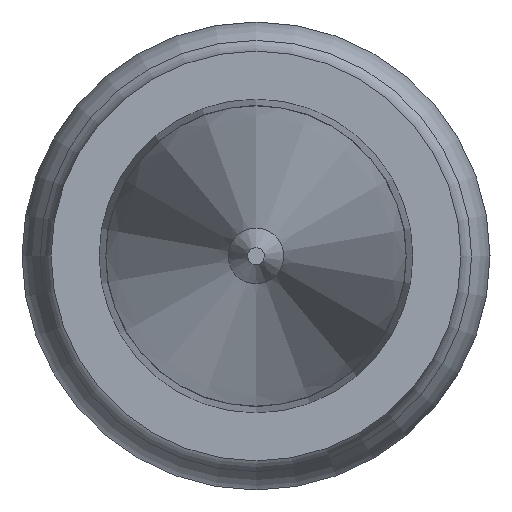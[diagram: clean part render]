
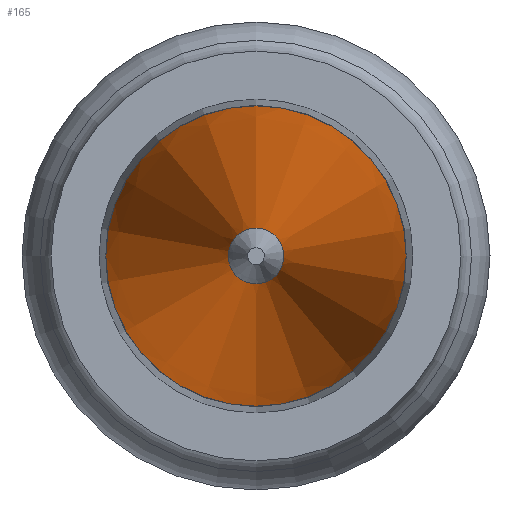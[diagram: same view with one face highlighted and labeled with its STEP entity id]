
A CAD part, left-side view. The second image highlights one B-rep face of the part: STEP entity #165.
In plain terms, the highlighted conical face has half-angle 4.982 degrees and reference radius 0.051 mm.
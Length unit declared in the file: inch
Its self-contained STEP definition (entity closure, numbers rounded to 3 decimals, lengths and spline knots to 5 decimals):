
#5 = DIRECTION ( 'NONE',  ( 0., 0., 1. ) ) ;
#28 = AXIS2_PLACEMENT_3D ( 'NONE', #275, #414, #459 ) ;
#34 = EDGE_CURVE ( 'NONE', #401, #401, #422, .T. ) ;
#127 = CARTESIAN_POINT ( 'NONE',  ( -0.175, 0., 0.0129 ) ) ;
#142 = CARTESIAN_POINT ( 'NONE',  ( -0.175, 0., 0. ) ) ;
#165 = ADVANCED_FACE ( 'NONE', ( #167, #305 ), #240, .T. ) ;
#167 = FACE_OUTER_BOUND ( 'NONE', #186, .T. ) ;
#186 = EDGE_LOOP ( 'NONE', ( #342 ) ) ;
#240 = CONICAL_SURFACE ( 'NONE', #292, 0.002, 0.087 ) ;
#246 = ORIENTED_EDGE ( 'NONE', *, *, #289, .F. ) ;
#275 = CARTESIAN_POINT ( 'NONE',  ( -0.29548, 0., 0. ) ) ;
#289 = EDGE_CURVE ( 'NONE', #558, #558, #428, .T. ) ;
#292 = AXIS2_PLACEMENT_3D ( 'NONE', #491, #496, #387 ) ;
#305 = FACE_BOUND ( 'NONE', #419, .T. ) ;
#342 = ORIENTED_EDGE ( 'NONE', *, *, #34, .T. ) ;
#359 = CARTESIAN_POINT ( 'NONE',  ( -0.29548, 0., 0.00239 ) ) ;
#387 = DIRECTION ( 'NONE',  ( 0., 0., -1. ) ) ;
#401 = VERTEX_POINT ( 'NONE', #127 ) ;
#414 = DIRECTION ( 'NONE',  ( -1., 0., 0. ) ) ;
#419 = EDGE_LOOP ( 'NONE', ( #246 ) ) ;
#422 = CIRCLE ( 'NONE', #468, 0.0129 ) ;
#428 = CIRCLE ( 'NONE', #28, 0.00239 ) ;
#459 = DIRECTION ( 'NONE',  ( 0., 0., 1. ) ) ;
#468 = AXIS2_PLACEMENT_3D ( 'NONE', #142, #536, #5 ) ;
#491 = CARTESIAN_POINT ( 'NONE',  ( -0.3, 0., 0. ) ) ;
#496 = DIRECTION ( 'NONE',  ( 1., 0., 0. ) ) ;
#536 = DIRECTION ( 'NONE',  ( -1., 0., 0. ) ) ;
#558 = VERTEX_POINT ( 'NONE', #359 ) ;
